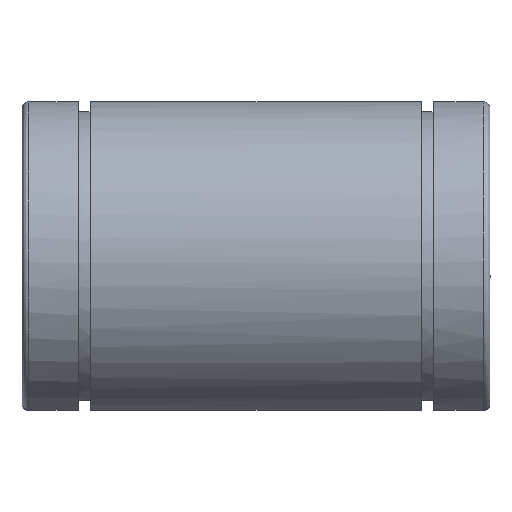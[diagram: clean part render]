
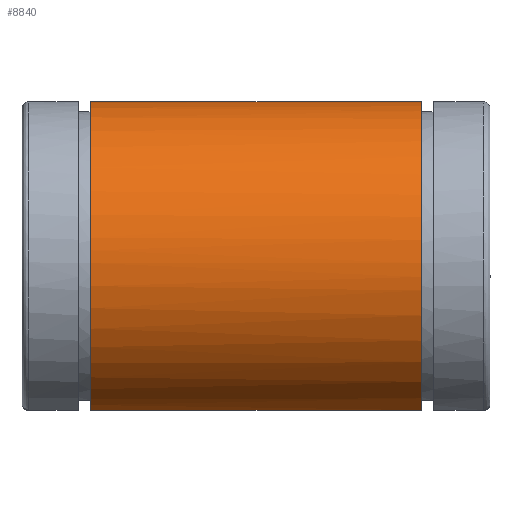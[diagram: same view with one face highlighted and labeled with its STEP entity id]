
A CAD part, top view. The second image highlights one B-rep face of the part: STEP entity #8840.
In plain terms, the highlighted free-form (B-spline) face has degree [3, 1] with [7, 2] control points.
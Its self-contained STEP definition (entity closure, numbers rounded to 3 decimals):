
#3200 = CARTESIAN_POINT ('', (58., -21.34, 9.842));
#3210 = VERTEX_POINT ('', #3200);
#3270 = CARTESIAN_POINT ('', (10., -21.34, 9.842));
#3280 = VERTEX_POINT ('', #3270);
#3290 = CARTESIAN_POINT ('', (10., -21.34, 9.842));
#3300 = CARTESIAN_POINT ('', (58., -21.34, 9.842));
#3310 = B_SPLINE_CURVE_WITH_KNOTS ('', 1, (#3290, #3300), .UNSPECIFIED., .F., .U., (2, 2), (0., 1.), .UNSPECIFIED.);
#3320 = EDGE_CURVE ('', #3280, #3210, #3310, .T.);
#7820 = CARTESIAN_POINT ('', (10., 0., 23.5));
#7830 = VERTEX_POINT ('', #7820);
#7840 = CARTESIAN_POINT ('', (10., 0., 23.5));
#7850 = CARTESIAN_POINT ('', (10., -10.264, 23.5));
#7860 = CARTESIAN_POINT ('', (10., -17.755, 17.614));
#7870 = CARTESIAN_POINT ('', (10., -21.34, 9.842));
#7880 = (
   BOUNDED_CURVE ()
   B_SPLINE_CURVE (3, (#7840, #7850, #7860, #7870), .UNSPECIFIED., .F., .U.)
   B_SPLINE_CURVE_WITH_KNOTS ((4, 4), (0., 1.), .UNSPECIFIED.)
   CURVE ()
   GEOMETRIC_REPRESENTATION_ITEM ()
   RATIONAL_B_SPLINE_CURVE ((0.614, 0.645, 0.773, 1.))
   REPRESENTATION_ITEM ('')
);
#7890 = EDGE_CURVE ('', #7830, #3280, #7880, .T.);
#7910 = CARTESIAN_POINT ('', (10., 0., -23.5));
#7920 = VERTEX_POINT ('', #7910);
#7930 = CARTESIAN_POINT ('', (10., 0., -23.5));
#7940 = CARTESIAN_POINT ('', (10., 15.12, -23.5));
#7950 = CARTESIAN_POINT ('', (10., 23.5, -12.354));
#7960 = CARTESIAN_POINT ('', (10., 23.5, 0.));
#7970 = CARTESIAN_POINT ('', (10., 23.5, 12.354));
#7980 = CARTESIAN_POINT ('', (10., 15.12, 23.5));
#7990 = CARTESIAN_POINT ('', (10., 0., 23.5));
#8000 = (
   BOUNDED_CURVE ()
   B_SPLINE_CURVE (3, (#7930, #7940, #7950, #7960, #7970, #7980, #7990), .UNSPECIFIED., .F., .U.)
   B_SPLINE_CURVE_WITH_KNOTS ((4, 3, 4), (0., 0.5, 1.), .UNSPECIFIED.)
   CURVE ()
   GEOMETRIC_REPRESENTATION_ITEM ()
   RATIONAL_B_SPLINE_CURVE ((0.614, 0.574, 0.703, 1., 0.703, 0.574, 0.614))
   REPRESENTATION_ITEM ('')
);
#8010 = EDGE_CURVE ('', #7920, #7830, #8000, .T.);
#8030 = CARTESIAN_POINT ('', (10., -21.34, -9.842));
#8040 = VERTEX_POINT ('', #8030);
#8050 = CARTESIAN_POINT ('', (10., -21.34, -9.842));
#8060 = CARTESIAN_POINT ('', (10., -17.755, -17.614));
#8070 = CARTESIAN_POINT ('', (10., -10.264, -23.5));
#8080 = CARTESIAN_POINT ('', (10., 0., -23.5));
#8090 = (
   BOUNDED_CURVE ()
   B_SPLINE_CURVE (3, (#8050, #8060, #8070, #8080), .UNSPECIFIED., .F., .U.)
   B_SPLINE_CURVE_WITH_KNOTS ((4, 4), (0., 1.), .UNSPECIFIED.)
   CURVE ()
   GEOMETRIC_REPRESENTATION_ITEM ()
   RATIONAL_B_SPLINE_CURVE ((1., 0.773, 0.645, 0.614))
   REPRESENTATION_ITEM ('')
);
#8100 = EDGE_CURVE ('', #8040, #7920, #8090, .T.);
#8280 = ORIENTED_EDGE ('', *, *, #3320, .T.);
#8290 = CARTESIAN_POINT ('', (58., 0., 23.5));
#8300 = VERTEX_POINT ('', #8290);
#8310 = CARTESIAN_POINT ('', (58., -21.34, 9.842));
#8320 = CARTESIAN_POINT ('', (58., -17.755, 17.614));
#8330 = CARTESIAN_POINT ('', (58., -10.264, 23.5));
#8340 = CARTESIAN_POINT ('', (58., 0., 23.5));
#8350 = (
   BOUNDED_CURVE ()
   B_SPLINE_CURVE (3, (#8310, #8320, #8330, #8340), .UNSPECIFIED., .F., .U.)
   B_SPLINE_CURVE_WITH_KNOTS ((4, 4), (0., 1.), .UNSPECIFIED.)
   CURVE ()
   GEOMETRIC_REPRESENTATION_ITEM ()
   RATIONAL_B_SPLINE_CURVE ((1., 0.773, 0.645, 0.614))
   REPRESENTATION_ITEM ('')
);
#8360 = EDGE_CURVE ('', #3210, #8300, #8350, .T.);
#8370 = ORIENTED_EDGE ('', *, *, #8360, .T.);
#8380 = CARTESIAN_POINT ('', (58., 0., -23.5));
#8390 = VERTEX_POINT ('', #8380);
#8400 = CARTESIAN_POINT ('', (58., 0., 23.5));
#8410 = CARTESIAN_POINT ('', (58., 15.12, 23.5));
#8420 = CARTESIAN_POINT ('', (58., 23.5, 12.354));
#8430 = CARTESIAN_POINT ('', (58., 23.5, 0.));
#8440 = CARTESIAN_POINT ('', (58., 23.5, -12.354));
#8450 = CARTESIAN_POINT ('', (58., 15.12, -23.5));
#8460 = CARTESIAN_POINT ('', (58., 0., -23.5));
#8470 = (
   BOUNDED_CURVE ()
   B_SPLINE_CURVE (3, (#8400, #8410, #8420, #8430, #8440, #8450, #8460), .UNSPECIFIED., .F., .U.)
   B_SPLINE_CURVE_WITH_KNOTS ((4, 3, 4), (0., 0.5, 1.), .UNSPECIFIED.)
   CURVE ()
   GEOMETRIC_REPRESENTATION_ITEM ()
   RATIONAL_B_SPLINE_CURVE ((0.614, 0.574, 0.703, 1., 0.703, 0.574, 0.614))
   REPRESENTATION_ITEM ('')
);
#8480 = EDGE_CURVE ('', #8300, #8390, #8470, .T.);
#8490 = ORIENTED_EDGE ('', *, *, #8480, .T.);
#8500 = CARTESIAN_POINT ('', (58., -21.34, -9.842));
#8510 = VERTEX_POINT ('', #8500);
#8520 = CARTESIAN_POINT ('', (58., 0., -23.5));
#8530 = CARTESIAN_POINT ('', (58., -10.264, -23.5));
#8540 = CARTESIAN_POINT ('', (58., -17.755, -17.614));
#8550 = CARTESIAN_POINT ('', (58., -21.34, -9.842));
#8560 = (
   BOUNDED_CURVE ()
   B_SPLINE_CURVE (3, (#8520, #8530, #8540, #8550), .UNSPECIFIED., .F., .U.)
   B_SPLINE_CURVE_WITH_KNOTS ((4, 4), (0., 1.), .UNSPECIFIED.)
   CURVE ()
   GEOMETRIC_REPRESENTATION_ITEM ()
   RATIONAL_B_SPLINE_CURVE ((0.614, 0.645, 0.773, 1.))
   REPRESENTATION_ITEM ('')
);
#8570 = EDGE_CURVE ('', #8390, #8510, #8560, .T.);
#8580 = ORIENTED_EDGE ('', *, *, #8570, .T.);
#8590 = CARTESIAN_POINT ('', (58., -21.34, -9.842));
#8600 = CARTESIAN_POINT ('', (10., -21.34, -9.842));
#8610 = B_SPLINE_CURVE_WITH_KNOTS ('', 1, (#8590, #8600), .UNSPECIFIED., .F., .U., (2, 2), (0., 1.), .UNSPECIFIED.);
#8620 = EDGE_CURVE ('', #8510, #8040, #8610, .T.);
#8630 = ORIENTED_EDGE ('', *, *, #8620, .T.);
#8640 = ORIENTED_EDGE ('', *, *, #8100, .T.);
#8650 = ORIENTED_EDGE ('', *, *, #8010, .T.);
#8660 = ORIENTED_EDGE ('', *, *, #7890, .T.);
#8670 = EDGE_LOOP ('', (#8280, #8370, #8490, #8580, #8630, #8640, #8650, #8660));
#8680 = FACE_OUTER_BOUND ('', #8670, .T.);
#8690 = CARTESIAN_POINT ('', (5.2, -21.34, -9.842));
#8700 = CARTESIAN_POINT ('', (62.8, -21.34, -9.842));
#8710 = CARTESIAN_POINT ('', (5.2, -7.883, -39.019));
#8720 = CARTESIAN_POINT ('', (62.8, -7.883, -39.019));
#8730 = CARTESIAN_POINT ('', (5.2, 23.5, -32.13));
#8740 = CARTESIAN_POINT ('', (62.8, 23.5, -32.13));
#8750 = CARTESIAN_POINT ('', (5.2, 23.5, 0.));
#8760 = CARTESIAN_POINT ('', (62.8, 23.5, 0.));
#8770 = CARTESIAN_POINT ('', (5.2, 23.5, 32.13));
#8780 = CARTESIAN_POINT ('', (62.8, 23.5, 32.13));
#8790 = CARTESIAN_POINT ('', (5.2, -7.883, 39.019));
#8800 = CARTESIAN_POINT ('', (62.8, -7.883, 39.019));
#8810 = CARTESIAN_POINT ('', (5.2, -21.34, 9.842));
#8820 = CARTESIAN_POINT ('', (62.8, -21.34, 9.842));
#8830 = (
   BOUNDED_SURFACE ()
   B_SPLINE_SURFACE (3, 1, ((#8690, #8700), (#8710, #8720), (#8730, #8740), (#8750, #8760), (#8770, #8780), (#8790, #8800), (#8810, #8820)), .UNSPECIFIED., .F., .F., .U.)
   B_SPLINE_SURFACE_WITH_KNOTS ((4, 3, 4), (2, 2), (0., 0.5, 1.), (0., 1.), .UNSPECIFIED.)
   SURFACE ()
   GEOMETRIC_REPRESENTATION_ITEM ()
   RATIONAL_B_SPLINE_SURFACE (((1., 1.), (0.476, 0.476), (0.476, 0.476), (1., 1.), (0.476, 0.476), (0.476, 0.476), (1., 1.)))
   REPRESENTATION_ITEM ('')
);
#8840 = ADVANCED_FACE ('', (#8680), #8830, .T.);
